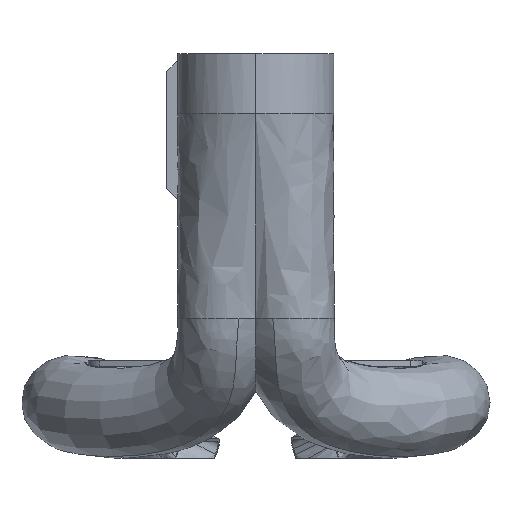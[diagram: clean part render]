
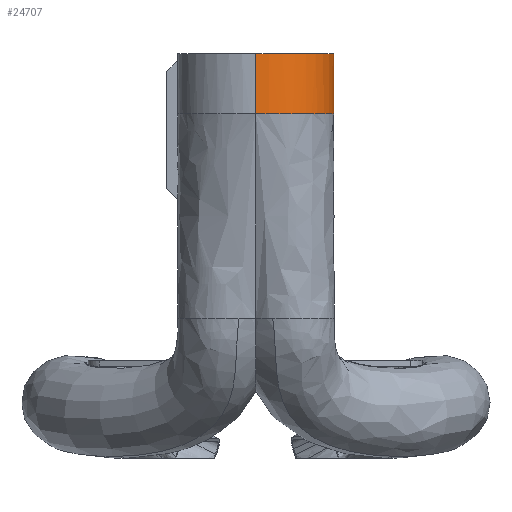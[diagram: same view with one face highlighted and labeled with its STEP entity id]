
A CAD part, top view. The second image highlights one B-rep face of the part: STEP entity #24707.
In plain terms, the highlighted cylindrical face has radius 13 mm (diameter 26 mm), a partial arc.
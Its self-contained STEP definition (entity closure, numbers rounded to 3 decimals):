
#201 = EDGE_CURVE ( 'NONE', #5468, #17636, #17837, .T. ) ;
#209 = B_SPLINE_CURVE_WITH_KNOTS ( 'NONE', 3,
 ( #19482, #583, #7609, #3036 ),
 .UNSPECIFIED., .F., .F.,
 ( 4, 4 ),
 ( 0., 1. ),
 .UNSPECIFIED. ) ;
#583 = CARTESIAN_POINT ( 'NONE',  ( -160.943, 85.25, 200.285 ) ) ;
#997 = ORIENTED_EDGE ( 'NONE', *, *, #201, .T. ) ;
#1013 = CARTESIAN_POINT ( 'NONE',  ( -158.239, 85.25, 199.835 ) ) ;
#1044 = VERTEX_POINT ( 'NONE', #18442 ) ;
#1073 = ORIENTED_EDGE ( 'NONE', *, *, #24681, .F. ) ;
#1181 = AXIS2_PLACEMENT_3D ( 'NONE', #8296, #3936, #8510 ) ;
#1767 = CARTESIAN_POINT ( 'NONE',  ( -155.378, 85.25, 175.919 ) ) ;
#1993 = CARTESIAN_POINT ( 'NONE',  ( -156.895, 85.25, 199.395 ) ) ;
#2798 = CARTESIAN_POINT ( 'NONE',  ( -149.535, 85.25, 191.997 ) ) ;
#2824 = EDGE_CURVE ( 'NONE', #14262, #3093, #209, .T. ) ;
#2852 = CARTESIAN_POINT ( 'NONE',  ( -161.689, 85.25, 200.285 ) ) ;
#3036 = CARTESIAN_POINT ( 'NONE',  ( -159.463, 85.25, 200.093 ) ) ;
#3093 = VERTEX_POINT ( 'NONE', #3136 ) ;
#3136 = CARTESIAN_POINT ( 'NONE',  ( -159.463, 85.25, 200.093 ) ) ;
#3361 = B_SPLINE_CURVE_WITH_KNOTS ( 'NONE', 3,
 ( #12552, #14511, #19121, #9785 ),
 .UNSPECIFIED., .F., .F.,
 ( 4, 4 ),
 ( 0., 1. ),
 .UNSPECIFIED. ) ;
#3401 = DIRECTION ( 'NONE',  ( 0., -1., 0. ) ) ;
#3814 = CARTESIAN_POINT ( 'NONE',  ( -148.689, 85.25, 186.333 ) ) ;
#3936 = DIRECTION ( 'NONE',  ( 0., 1., 0. ) ) ;
#4007 = CARTESIAN_POINT ( 'NONE',  ( -155.378, 95.25, 175.919 ) ) ;
#4258 = CARTESIAN_POINT ( 'NONE',  ( -161.689, 94.15, 174.285 ) ) ;
#4842 = CARTESIAN_POINT ( 'NONE',  ( -151.457, 85.25, 195.305 ) ) ;
#5468 = VERTEX_POINT ( 'NONE', #7892 ) ;
#5507 = EDGE_CURVE ( 'NONE', #27960, #17636, #14944, .T. ) ;
#5685 = CIRCLE ( 'NONE', #25728, 13. ) ;
#5875 = CARTESIAN_POINT ( 'NONE',  ( -161.689, 95.25, 187.285 ) ) ;
#5967 = DIRECTION ( 'NONE',  ( 0., -1., 0. ) ) ;
#6076 = CARTESIAN_POINT ( 'NONE',  ( -157.646, 85.25, 199.64 ) ) ;
#6144 = CARTESIAN_POINT ( 'NONE',  ( -148.795, 85.25, 189.203 ) ) ;
#6301 = B_SPLINE_CURVE_WITH_KNOTS ( 'NONE', 3,
 ( #27632, #20823, #23159, #11497 ),
 .UNSPECIFIED., .F., .F.,
 ( 4, 4 ),
 ( 0., 1. ),
 .UNSPECIFIED. ) ;
#7337 = VERTEX_POINT ( 'NONE', #18001 ) ;
#7565 = ORIENTED_EDGE ( 'NONE', *, *, #21965, .F. ) ;
#7609 = CARTESIAN_POINT ( 'NONE',  ( -160.197, 85.25, 200.221 ) ) ;
#7617 = VERTEX_POINT ( 'NONE', #15555 ) ;
#7642 = EDGE_CURVE ( 'NONE', #18258, #5468, #28957, .T. ) ;
#7892 = CARTESIAN_POINT ( 'NONE',  ( -155.378, 94.15, 175.919 ) ) ;
#7935 = CYLINDRICAL_SURFACE ( 'NONE', #22651, 13. ) ;
#8138 = CARTESIAN_POINT ( 'NONE',  ( -157.646, 85.25, 199.64 ) ) ;
#8296 = CARTESIAN_POINT ( 'NONE',  ( -161.689, 94.15, 187.285 ) ) ;
#8381 = CARTESIAN_POINT ( 'NONE',  ( -154.005, 85.25, 176.765 ) ) ;
#8488 = CARTESIAN_POINT ( 'NONE',  ( -148.689, 85.25, 188.237 ) ) ;
#8510 = DIRECTION ( 'NONE',  ( 0., 0., -1. ) ) ;
#9712 = CARTESIAN_POINT ( 'NONE',  ( -150.866, 85.25, 194.55 ) ) ;
#9785 = CARTESIAN_POINT ( 'NONE',  ( -153.355, 85.25, 197.263 ) ) ;
#9810 = CARTESIAN_POINT ( 'NONE',  ( -149.219, 85.25, 191.085 ) ) ;
#10024 = EDGE_LOOP ( 'NONE', ( #7565, #21945, #17119, #26599, #20544, #18701, #11327, #13535, #1073, #24755, #997, #29161 ) ) ;
#10205 = CARTESIAN_POINT ( 'NONE',  ( -161.689, 95.25, 174.285 ) ) ;
#10493 = VERTEX_POINT ( 'NONE', #20896 ) ;
#10718 = CARTESIAN_POINT ( 'NONE',  ( -150.881, 85.25, 180. ) ) ;
#10815 = CARTESIAN_POINT ( 'NONE',  ( -149.222, 85.25, 183.475 ) ) ;
#11327 = ORIENTED_EDGE ( 'NONE', *, *, #22946, .T. ) ;
#11497 = CARTESIAN_POINT ( 'NONE',  ( -151.457, 85.25, 195.305 ) ) ;
#12552 = CARTESIAN_POINT ( 'NONE',  ( -155.474, 85.25, 198.703 ) ) ;
#12642 = CARTESIAN_POINT ( 'NONE',  ( -159.463, 85.25, 200.093 ) ) ;
#13102 = CARTESIAN_POINT ( 'NONE',  ( -148.795, 85.25, 185.366 ) ) ;
#13344 = EDGE_CURVE ( 'NONE', #7337, #1044, #3361, .T. ) ;
#13408 = DIRECTION ( 'NONE',  ( 0., 0., -1. ) ) ;
#13535 = ORIENTED_EDGE ( 'NONE', *, *, #17902, .T. ) ;
#13561 = B_SPLINE_CURVE_WITH_KNOTS ( 'NONE', 3,
 ( #4842, #9712, #19045, #2798, #9810, #21472 ),
 .UNSPECIFIED., .F., .F.,
 ( 4, 2, 4 ),
 ( 0., 0.5, 1. ),
 .UNSPECIFIED. ) ;
#13649 = VECTOR ( 'NONE', #22676, 1000. ) ;
#13756 = B_SPLINE_CURVE_WITH_KNOTS ( 'NONE', 3,
 ( #6076, #1993, #16289, #18350 ),
 .UNSPECIFIED., .F., .F.,
 ( 4, 4 ),
 ( 0., 1. ),
 .UNSPECIFIED. ) ;
#14004 = CARTESIAN_POINT ( 'NONE',  ( -155.378, 85.25, 175.919 ) ) ;
#14262 = VERTEX_POINT ( 'NONE', #2852 ) ;
#14511 = CARTESIAN_POINT ( 'NONE',  ( -154.723, 85.25, 198.294 ) ) ;
#14538 = CARTESIAN_POINT ( 'NONE',  ( -161.689, 95.25, 200.285 ) ) ;
#14944 = LINE ( 'NONE', #15484, #15302 ) ;
#15202 = FACE_OUTER_BOUND ( 'NONE', #10024, .T. ) ;
#15302 = VECTOR ( 'NONE', #5967, 1000. ) ;
#15484 = CARTESIAN_POINT ( 'NONE',  ( -161.689, 95.25, 174.285 ) ) ;
#15555 = CARTESIAN_POINT ( 'NONE',  ( -157.646, 85.25, 199.64 ) ) ;
#15831 = CARTESIAN_POINT ( 'NONE',  ( -149.008, 85.25, 190.149 ) ) ;
#16289 = CARTESIAN_POINT ( 'NONE',  ( -156.167, 85.25, 199.081 ) ) ;
#17119 = ORIENTED_EDGE ( 'NONE', *, *, #2824, .T. ) ;
#17326 = DIRECTION ( 'NONE',  ( 0., 1., 0. ) ) ;
#17636 = VERTEX_POINT ( 'NONE', #4258 ) ;
#17801 = CARTESIAN_POINT ( 'NONE',  ( -150.373, 85.25, 180.813 ) ) ;
#17837 = CIRCLE ( 'NONE', #1181, 13. ) ;
#17902 = EDGE_CURVE ( 'NONE', #10493, #22684, #13561, .T. ) ;
#18001 = CARTESIAN_POINT ( 'NONE',  ( -155.474, 85.25, 198.703 ) ) ;
#18114 = CARTESIAN_POINT ( 'NONE',  ( -152.676, 85.25, 177.875 ) ) ;
#18258 = VERTEX_POINT ( 'NONE', #14004 ) ;
#18350 = CARTESIAN_POINT ( 'NONE',  ( -155.474, 85.25, 198.703 ) ) ;
#18442 = CARTESIAN_POINT ( 'NONE',  ( -153.355, 85.25, 197.263 ) ) ;
#18665 = B_SPLINE_CURVE_WITH_KNOTS ( 'NONE', 3,
 ( #1767, #29608, #8381, #18114, #24720, #10718, #17801, #27068, #10815, #13102, #3814, #8488, #6144, #22480 ),
 .UNSPECIFIED., .F., .F.,
 ( 4, 2, 2, 2, 2, 2, 4 ),
 ( 0.338, 0.444, 0.556, 0.667, 0.778, 0.889, 1. ),
 .UNSPECIFIED. ) ;
#18701 = ORIENTED_EDGE ( 'NONE', *, *, #13344, .T. ) ;
#19030 = EDGE_CURVE ( 'NONE', #7617, #7337, #13756, .T. ) ;
#19045 = CARTESIAN_POINT ( 'NONE',  ( -150.358, 85.25, 193.729 ) ) ;
#19121 = CARTESIAN_POINT ( 'NONE',  ( -154.012, 85.25, 197.811 ) ) ;
#19482 = CARTESIAN_POINT ( 'NONE',  ( -161.689, 85.25, 200.285 ) ) ;
#20544 = ORIENTED_EDGE ( 'NONE', *, *, #19030, .T. ) ;
#20823 = CARTESIAN_POINT ( 'NONE',  ( -152.656, 85.25, 196.679 ) ) ;
#20896 = CARTESIAN_POINT ( 'NONE',  ( -151.457, 85.25, 195.305 ) ) ;
#21277 = VECTOR ( 'NONE', #3401, 1000. ) ;
#21472 = CARTESIAN_POINT ( 'NONE',  ( -149.008, 85.25, 190.149 ) ) ;
#21669 = CARTESIAN_POINT ( 'NONE',  ( -161.689, 95.25, 200.285 ) ) ;
#21945 = ORIENTED_EDGE ( 'NONE', *, *, #27799, .T. ) ;
#21965 = EDGE_CURVE ( 'NONE', #30244, #27960, #5685, .T. ) ;
#22480 = CARTESIAN_POINT ( 'NONE',  ( -149.008, 85.25, 190.149 ) ) ;
#22540 = LINE ( 'NONE', #21669, #21277 ) ;
#22651 = AXIS2_PLACEMENT_3D ( 'NONE', #24818, #27365, #13408 ) ;
#22676 = DIRECTION ( 'NONE',  ( 0., 1., 0. ) ) ;
#22684 = VERTEX_POINT ( 'NONE', #15831 ) ;
#22946 = EDGE_CURVE ( 'NONE', #1044, #10493, #6301, .T. ) ;
#23159 = CARTESIAN_POINT ( 'NONE',  ( -152.019, 85.25, 196.022 ) ) ;
#24681 = EDGE_CURVE ( 'NONE', #18258, #22684, #18665, .T. ) ;
#24707 = ADVANCED_FACE ( 'NONE', ( #15202 ), #7935, .T. ) ;
#24720 = CARTESIAN_POINT ( 'NONE',  ( -152.033, 85.25, 178.53 ) ) ;
#24755 = ORIENTED_EDGE ( 'NONE', *, *, #7642, .T. ) ;
#24818 = CARTESIAN_POINT ( 'NONE',  ( -161.689, 95.25, 187.285 ) ) ;
#25485 = EDGE_CURVE ( 'NONE', #3093, #7617, #28013, .T. ) ;
#25728 = AXIS2_PLACEMENT_3D ( 'NONE', #5875, #17326, #26695 ) ;
#26599 = ORIENTED_EDGE ( 'NONE', *, *, #25485, .T. ) ;
#26695 = DIRECTION ( 'NONE',  ( 0., 0., 1. ) ) ;
#27068 = CARTESIAN_POINT ( 'NONE',  ( -149.543, 85.25, 182.551 ) ) ;
#27365 = DIRECTION ( 'NONE',  ( 0., -1., 0. ) ) ;
#27632 = CARTESIAN_POINT ( 'NONE',  ( -153.355, 85.25, 197.263 ) ) ;
#27799 = EDGE_CURVE ( 'NONE', #30244, #14262, #22540, .T. ) ;
#27960 = VERTEX_POINT ( 'NONE', #10205 ) ;
#28013 = B_SPLINE_CURVE_WITH_KNOTS ( 'NONE', 3,
 ( #12642, #29261, #1013, #8138 ),
 .UNSPECIFIED., .F., .F.,
 ( 4, 4 ),
 ( 0., 1. ),
 .UNSPECIFIED. ) ;
#28957 = LINE ( 'NONE', #4007, #13649 ) ;
#29161 = ORIENTED_EDGE ( 'NONE', *, *, #5507, .F. ) ;
#29261 = CARTESIAN_POINT ( 'NONE',  ( -158.847, 85.25, 199.986 ) ) ;
#29608 = CARTESIAN_POINT ( 'NONE',  ( -154.687, 85.25, 176.303 ) ) ;
#30244 = VERTEX_POINT ( 'NONE', #14538 ) ;
